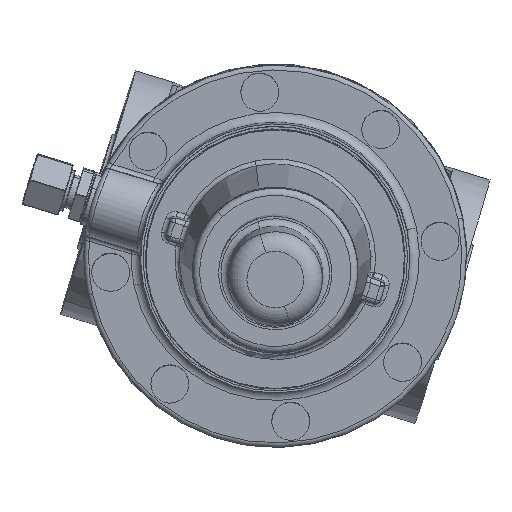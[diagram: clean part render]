
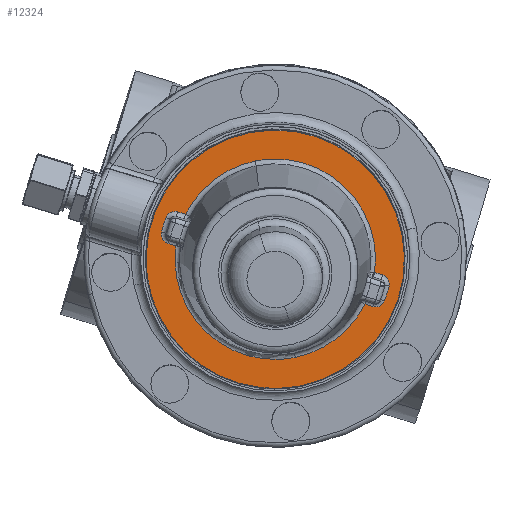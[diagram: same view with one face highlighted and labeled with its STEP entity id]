
A CAD part, top view. The second image highlights one B-rep face of the part: STEP entity #12324.
In plain terms, the highlighted face is planar.
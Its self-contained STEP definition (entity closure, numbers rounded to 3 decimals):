
#9703=CARTESIAN_POINT('Vertex',(-34.599,7.,255.468)) ;
#9706=CARTESIAN_POINT('Line Origine',(-80.,7.,255.468)) ;
#9710=CARTESIAN_POINT('Vertex',(-38.132,7.,255.468)) ;
#9741=CARTESIAN_POINT('Vertex',(-30.608,3.264,255.468)) ;
#9744=CARTESIAN_POINT('Axis2P3D Location',(-34.599,3.,255.468)) ;
#9772=CARTESIAN_POINT('Vertex',(-30.608,-3.264,255.468)) ;
#9775=CARTESIAN_POINT('Axis2P3D Location',(-80.,0.,255.468)) ;
#9803=CARTESIAN_POINT('Vertex',(-34.599,-7.,255.468)) ;
#9806=CARTESIAN_POINT('Axis2P3D Location',(-34.599,-3.,255.468)) ;
#9834=CARTESIAN_POINT('Vertex',(-38.132,-7.,255.468)) ;
#9837=CARTESIAN_POINT('Line Origine',(-80.,-7.,255.468)) ;
#10164=CARTESIAN_POINT('Vertex',(-121.868,-7.,255.468)) ;
#11300=CARTESIAN_POINT('Vertex',(-121.868,7.,255.468)) ;
#12091=CARTESIAN_POINT('Control Point',(-121.868,-7.,255.468)) ;
#12092=CARTESIAN_POINT('Control Point',(-120.534,-14.976,255.468)) ;
#12093=CARTESIAN_POINT('Control Point',(-117.301,-22.635,255.468)) ;
#12094=CARTESIAN_POINT('Control Point',(-112.266,-29.371,255.468)) ;
#12095=CARTESIAN_POINT('Control Point',(-99.404,-39.907,255.468)) ;
#12096=CARTESIAN_POINT('Control Point',(-83.174,-43.516,255.468)) ;
#12097=CARTESIAN_POINT('Control Point',(-74.766,-43.317,255.468)) ;
#12098=CARTESIAN_POINT('Control Point',(-66.746,-41.13,255.468)) ;
#12099=CARTESIAN_POINT('Control Point',(-59.649,-37.252,255.468)) ;
#12100=CARTESIAN_POINT('Vertex',(-59.649,-37.252,255.468)) ;
#12121=CARTESIAN_POINT('Axis2P3D Location',(-80.,0.,255.468)) ;
#12135=CARTESIAN_POINT('Control Point',(-38.132,7.,255.468)) ;
#12136=CARTESIAN_POINT('Control Point',(-39.466,14.976,255.468)) ;
#12137=CARTESIAN_POINT('Control Point',(-42.699,22.635,255.468)) ;
#12138=CARTESIAN_POINT('Control Point',(-47.734,29.371,255.468)) ;
#12139=CARTESIAN_POINT('Control Point',(-60.596,39.907,255.468)) ;
#12140=CARTESIAN_POINT('Control Point',(-76.826,43.516,255.468)) ;
#12141=CARTESIAN_POINT('Control Point',(-85.234,43.317,255.468)) ;
#12142=CARTESIAN_POINT('Control Point',(-93.254,41.13,255.468)) ;
#12143=CARTESIAN_POINT('Control Point',(-100.351,37.252,255.468)) ;
#12144=CARTESIAN_POINT('Vertex',(-100.351,37.252,255.468)) ;
#12160=CARTESIAN_POINT('Axis2P3D Location',(-80.,0.,255.468)) ;
#12173=CARTESIAN_POINT('Line Origine',(-80.,7.,255.468)) ;
#12177=CARTESIAN_POINT('Vertex',(-125.401,7.,255.468)) ;
#12197=CARTESIAN_POINT('Axis2P3D Location',(-125.401,3.,255.468)) ;
#12201=CARTESIAN_POINT('Vertex',(-129.392,3.264,255.468)) ;
#12216=CARTESIAN_POINT('Axis2P3D Location',(-80.,0.,255.468)) ;
#12220=CARTESIAN_POINT('Vertex',(-129.392,-3.264,255.468)) ;
#12243=CARTESIAN_POINT('Axis2P3D Location',(-125.401,-3.,255.468)) ;
#12247=CARTESIAN_POINT('Vertex',(-125.401,-7.,255.468)) ;
#12265=CARTESIAN_POINT('Line Origine',(-80.,-7.,255.468)) ;
#12277=CARTESIAN_POINT('Axis2P3D Location',(-80.,-55.,255.468)) ;
#12282=CARTESIAN_POINT('Axis2P3D Location',(-80.,0.,255.468)) ;
#12286=CARTESIAN_POINT('Vertex',(-53.775,-48.004,255.468)) ;
#12288=CARTESIAN_POINT('Vertex',(-106.225,48.004,255.468)) ;
#12291=CARTESIAN_POINT('Axis2P3D Location',(-80.,0.,255.468)) ;
#12295=CARTESIAN_POINT('Vertex',(-69.805,-53.742,255.468)) ;
#12298=CARTESIAN_POINT('Axis2P3D Location',(-80.,0.,255.468)) ;
#9707=DIRECTION('Vector Direction',(1.,0.,0.)) ;
#9745=DIRECTION('Axis2P3D Direction',(0.,0.,1.)) ;
#9776=DIRECTION('Axis2P3D Direction',(0.,0.,1.)) ;
#9807=DIRECTION('Axis2P3D Direction',(0.,0.,1.)) ;
#9838=DIRECTION('Vector Direction',(1.,0.,0.)) ;
#12122=DIRECTION('Axis2P3D Direction',(0.,0.,1.)) ;
#12161=DIRECTION('Axis2P3D Direction',(0.,0.,1.)) ;
#12174=DIRECTION('Vector Direction',(1.,0.,0.)) ;
#12198=DIRECTION('Axis2P3D Direction',(-0.,0.,-1.)) ;
#12217=DIRECTION('Axis2P3D Direction',(0.,0.,1.)) ;
#12244=DIRECTION('Axis2P3D Direction',(0.,0.,-1.)) ;
#12266=DIRECTION('Vector Direction',(1.,0.,0.)) ;
#12278=DIRECTION('Axis2P3D Direction',(-0.,0.,1.)) ;
#12279=DIRECTION('Axis2P3D XDirection',(0.,-1.,0.)) ;
#12283=DIRECTION('Axis2P3D Direction',(-0.,0.,1.)) ;
#12292=DIRECTION('Axis2P3D Direction',(-0.,0.,1.)) ;
#12299=DIRECTION('Axis2P3D Direction',(-0.,0.,1.)) ;
#9746=AXIS2_PLACEMENT_3D('Circle Axis2P3D',#9744,#9745,$) ;
#9777=AXIS2_PLACEMENT_3D('Circle Axis2P3D',#9775,#9776,$) ;
#9808=AXIS2_PLACEMENT_3D('Circle Axis2P3D',#9806,#9807,$) ;
#12123=AXIS2_PLACEMENT_3D('Circle Axis2P3D',#12121,#12122,$) ;
#12162=AXIS2_PLACEMENT_3D('Circle Axis2P3D',#12160,#12161,$) ;
#12199=AXIS2_PLACEMENT_3D('Circle Axis2P3D',#12197,#12198,$) ;
#12218=AXIS2_PLACEMENT_3D('Circle Axis2P3D',#12216,#12217,$) ;
#12245=AXIS2_PLACEMENT_3D('Circle Axis2P3D',#12243,#12244,$) ;
#12280=AXIS2_PLACEMENT_3D('Plane Axis2P3D',#12277,#12278,#12279) ;
#12284=AXIS2_PLACEMENT_3D('Circle Axis2P3D',#12282,#12283,$) ;
#12293=AXIS2_PLACEMENT_3D('Circle Axis2P3D',#12291,#12292,$) ;
#12300=AXIS2_PLACEMENT_3D('Circle Axis2P3D',#12298,#12299,$) ;
#12304=ORIENTED_EDGE('',*,*,#12290,.T.) ;
#12305=ORIENTED_EDGE('',*,*,#12297,.T.) ;
#12306=ORIENTED_EDGE('',*,*,#12302,.T.) ;
#12309=ORIENTED_EDGE('',*,*,#12269,.F.) ;
#12310=ORIENTED_EDGE('',*,*,#12249,.F.) ;
#12311=ORIENTED_EDGE('',*,*,#12222,.F.) ;
#12312=ORIENTED_EDGE('',*,*,#12203,.F.) ;
#12313=ORIENTED_EDGE('',*,*,#12179,.F.) ;
#12314=ORIENTED_EDGE('',*,*,#12164,.F.) ;
#12315=ORIENTED_EDGE('',*,*,#12146,.F.) ;
#12316=ORIENTED_EDGE('',*,*,#9712,.T.) ;
#12317=ORIENTED_EDGE('',*,*,#9748,.T.) ;
#12318=ORIENTED_EDGE('',*,*,#9779,.T.) ;
#12319=ORIENTED_EDGE('',*,*,#9810,.T.) ;
#12320=ORIENTED_EDGE('',*,*,#9841,.T.) ;
#12321=ORIENTED_EDGE('',*,*,#12125,.F.) ;
#12322=ORIENTED_EDGE('',*,*,#12102,.F.) ;
#12323=FACE_BOUND('',#12308,.T.) ;
#9708=VECTOR('Line Direction',#9707,1.) ;
#9839=VECTOR('Line Direction',#9838,1.) ;
#12175=VECTOR('Line Direction',#12174,1.) ;
#12267=VECTOR('Line Direction',#12266,1.) ;
#12324=ADVANCED_FACE('Brep With Voids',(#12307,#12323),#12281,.T.) ;
#12090=B_SPLINE_CURVE_WITH_KNOTS('',5,(#12091,#12092,#12093,#12094,#12095,#12096,#12097,#12098,#12099),.UNSPECIFIED.,.F.,.U.,(6,3,6),(-40.435,0.,40.435),.UNSPECIFIED.) ;
#12134=B_SPLINE_CURVE_WITH_KNOTS('',5,(#12135,#12136,#12137,#12138,#12139,#12140,#12141,#12142,#12143),.UNSPECIFIED.,.F.,.U.,(6,3,6),(-40.435,0.,40.435),.UNSPECIFIED.) ;
#9747=CIRCLE('generated circle',#9746,4.) ;
#9778=CIRCLE('generated circle',#9777,49.5) ;
#9809=CIRCLE('generated circle',#9808,4.) ;
#12124=CIRCLE('generated circle',#12123,42.449) ;
#12163=CIRCLE('generated circle',#12162,42.449) ;
#12200=CIRCLE('generated circle',#12199,4.) ;
#12219=CIRCLE('generated circle',#12218,49.5) ;
#12246=CIRCLE('generated circle',#12245,4.) ;
#12285=CIRCLE('generated circle',#12284,54.7) ;
#12294=CIRCLE('generated circle',#12293,54.7) ;
#12301=CIRCLE('generated circle',#12300,54.7) ;
#9712=EDGE_CURVE('',#9711,#9704,#9709,.T.) ;
#9748=EDGE_CURVE('',#9704,#9742,#9747,.F.) ;
#9779=EDGE_CURVE('',#9742,#9773,#9778,.F.) ;
#9810=EDGE_CURVE('',#9773,#9804,#9809,.F.) ;
#9841=EDGE_CURVE('',#9804,#9835,#9840,.F.) ;
#12102=EDGE_CURVE('',#10165,#12101,#12090,.T.) ;
#12125=EDGE_CURVE('',#12101,#9835,#12124,.T.) ;
#12146=EDGE_CURVE('',#9711,#12145,#12134,.T.) ;
#12164=EDGE_CURVE('',#12145,#11301,#12163,.T.) ;
#12179=EDGE_CURVE('',#11301,#12178,#12176,.F.) ;
#12203=EDGE_CURVE('',#12178,#12202,#12200,.F.) ;
#12222=EDGE_CURVE('',#12202,#12221,#12219,.T.) ;
#12249=EDGE_CURVE('',#12221,#12248,#12246,.F.) ;
#12269=EDGE_CURVE('',#12248,#10165,#12268,.T.) ;
#12290=EDGE_CURVE('',#12287,#12289,#12285,.T.) ;
#12297=EDGE_CURVE('',#12289,#12296,#12294,.T.) ;
#12302=EDGE_CURVE('',#12296,#12287,#12301,.T.) ;
#12303=EDGE_LOOP('',(#12304,#12305,#12306)) ;
#12308=EDGE_LOOP('',(#12309,#12310,#12311,#12312,#12313,#12314,#12315,#12316,#12317,#12318,#12319,#12320,#12321,#12322)) ;
#12307=FACE_OUTER_BOUND('',#12303,.T.) ;
#9709=LINE('Line',#9706,#9708) ;
#9840=LINE('Line',#9837,#9839) ;
#12176=LINE('Line',#12173,#12175) ;
#12268=LINE('Line',#12265,#12267) ;
#12281=PLANE('',#12280) ;
#9704=VERTEX_POINT('',#9703) ;
#9711=VERTEX_POINT('',#9710) ;
#9742=VERTEX_POINT('',#9741) ;
#9773=VERTEX_POINT('',#9772) ;
#9804=VERTEX_POINT('',#9803) ;
#9835=VERTEX_POINT('',#9834) ;
#10165=VERTEX_POINT('',#10164) ;
#11301=VERTEX_POINT('',#11300) ;
#12101=VERTEX_POINT('',#12100) ;
#12145=VERTEX_POINT('',#12144) ;
#12178=VERTEX_POINT('',#12177) ;
#12202=VERTEX_POINT('',#12201) ;
#12221=VERTEX_POINT('',#12220) ;
#12248=VERTEX_POINT('',#12247) ;
#12287=VERTEX_POINT('',#12286) ;
#12289=VERTEX_POINT('',#12288) ;
#12296=VERTEX_POINT('',#12295) ;
